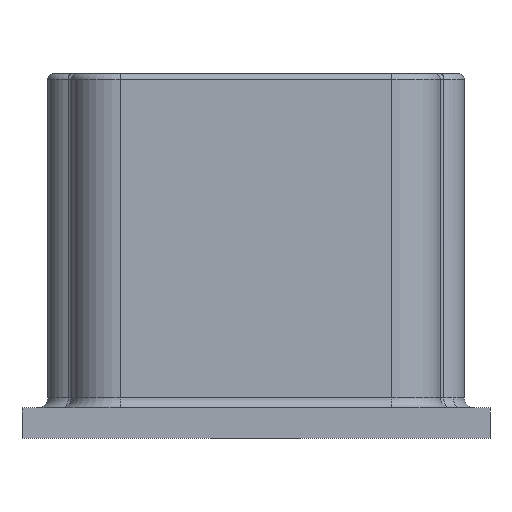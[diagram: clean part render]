
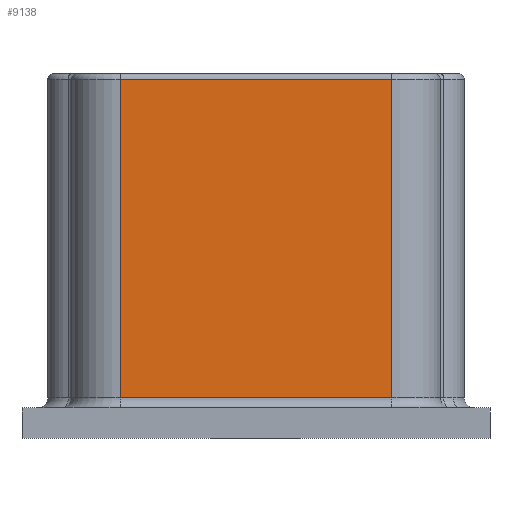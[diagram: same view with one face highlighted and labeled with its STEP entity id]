
A CAD part, front view. The second image highlights one B-rep face of the part: STEP entity #9138.
In plain terms, the highlighted planar face has unit normal (0, -1, 0).
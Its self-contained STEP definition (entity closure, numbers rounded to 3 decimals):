
#9118=AXIS2_PLACEMENT_3D('Plane Axis2P3D',#9115,#9116,#9117) ;
#6803=CARTESIAN_POINT('Vertex',(6.7,-7.1,16.2)) ;
#6835=CARTESIAN_POINT('Vertex',(-6.7,-7.1,16.2)) ;
#6838=CARTESIAN_POINT('Line Origine',(-5.137,-7.1,16.2)) ;
#6920=CARTESIAN_POINT('Line Origine',(-6.7,-7.1,8.25)) ;
#6924=CARTESIAN_POINT('Vertex',(-6.7,-7.1,0.5)) ;
#9115=CARTESIAN_POINT('Axis2P3D Location',(0.,-7.1,0.)) ;
#9120=CARTESIAN_POINT('Line Origine',(0.,-7.1,0.5)) ;
#9124=CARTESIAN_POINT('Vertex',(6.7,-7.1,0.5)) ;
#9127=CARTESIAN_POINT('Line Origine',(6.7,-7.1,8.35)) ;
#6839=DIRECTION('Vector Direction',(-1.,0.,0.)) ;
#6921=DIRECTION('Vector Direction',(0.,0.,1.)) ;
#9116=DIRECTION('Axis2P3D Direction',(0.,1.,-0.)) ;
#9117=DIRECTION('Axis2P3D XDirection',(-1.,0.,0.)) ;
#9121=DIRECTION('Vector Direction',(-1.,0.,0.)) ;
#9128=DIRECTION('Vector Direction',(0.,0.,1.)) ;
#6840=VECTOR('Line Direction',#6839,1.) ;
#6922=VECTOR('Line Direction',#6921,1.) ;
#9122=VECTOR('Line Direction',#9121,1.) ;
#9129=VECTOR('Line Direction',#9128,1.) ;
#9133=ORIENTED_EDGE('',*,*,#9126,.T.) ;
#9134=ORIENTED_EDGE('',*,*,#9131,.T.) ;
#9135=ORIENTED_EDGE('',*,*,#6842,.T.) ;
#9136=ORIENTED_EDGE('',*,*,#6926,.F.) ;
#9138=ADVANCED_FACE('10wITF',(#9137),#9119,.F.) ;
#6842=EDGE_CURVE('',#6804,#6836,#6841,.T.) ;
#6926=EDGE_CURVE('',#6925,#6836,#6923,.T.) ;
#9126=EDGE_CURVE('',#6925,#9125,#9123,.F.) ;
#9131=EDGE_CURVE('',#9125,#6804,#9130,.T.) ;
#9132=EDGE_LOOP('',(#9133,#9134,#9135,#9136)) ;
#9137=FACE_OUTER_BOUND('',#9132,.T.) ;
#6841=LINE('Line',#6838,#6840) ;
#6923=LINE('Line',#6920,#6922) ;
#9123=LINE('Line',#9120,#9122) ;
#9130=LINE('Line',#9127,#9129) ;
#9119=PLANE('',#9118) ;
#6804=VERTEX_POINT('',#6803) ;
#6836=VERTEX_POINT('',#6835) ;
#6925=VERTEX_POINT('',#6924) ;
#9125=VERTEX_POINT('',#9124) ;
